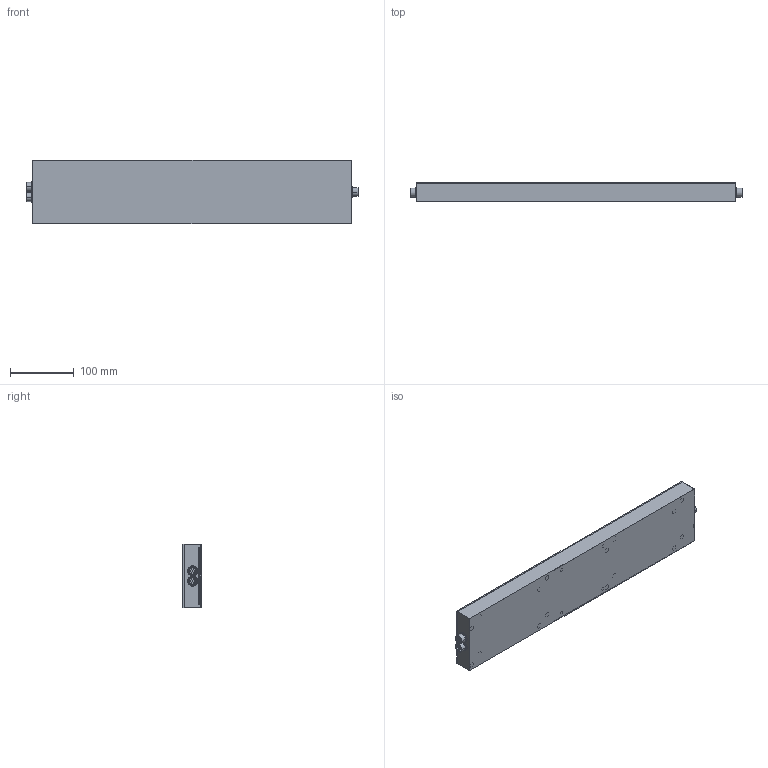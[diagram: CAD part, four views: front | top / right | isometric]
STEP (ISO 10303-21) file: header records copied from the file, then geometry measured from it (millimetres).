
FILE_DESCRIPTION((''),'2;1');
FILE_NAME('FORLINDON_ASM','2014-12-03T',('Administrator'),(''),'PRO/ENGINEER BY PARAMETRIC TECHNOLOGY CORPORATION, 2010280','PRO/ENGINEER BY PARAMETRIC TECHNOLOGY CORPORATION, 2010280','');
FILE_SCHEMA(('CONFIG_CONTROL_DESIGN'));
Products named in the file (39): CASE; SENSER_SUPPORT; IR_SENSOR; MAXSONAR-EZ4; M3-6; M3P3; M5-4-6; SUPORT_ASM_ASM; FACECOVER; BOARD; R0603; L0603; LED0805; SMA; C3528; C3216; C4532; C0603; HOLE197-118; 10PIN; SW-3; PH20_5; Y3215; L7X7; KEY_SMD; PH20_3; SOT_223_G; CRYSTAL3225; PH20_7; SW4; MSOP-8; SOIC8; SO16; SW8; SOIC20; LQFP64; PCB_ASM; M12-7; FORLINDON_ASM
Assembly tree (140 placements, depth 3):
  FORLINDON_ASM
    CASE
    SUPORT_ASM_ASM
      SENSER_SUPPORT
      IR_SENSOR  x8
      MAXSONAR-EZ4  x8
      M3-6  x16
      M3P3  x4
      M5-4-6  x4
    FACECOVER
    PCB_ASM
      BOARD
      R0603  x22
      L0603  x2
      LED0805  x5
      SMA
      C3528  x3
      C3216
      C4532
      C0603  x19
      HOLE197-118  x4
      10PIN
      SW-3
      PH20_5  x8
      Y3215
      L7X7
      KEY_SMD
      PH20_3  x8
      SOT_223_G
      CRYSTAL3225
      PH20_7  x3
      SW4
      MSOP-8
      SOIC8
      SO16
      SW8
      SOIC20
      LQFP64
    M12-7  x3
Bounding box: 522 x 29 x 100 mm (x, y, z)
Volume: 326054.2 mm3; surface area: 435793.7 mm2
Topology: 138 solids, 138 shells, 3750 faces, 9277 edges, 6147 vertices
Faces by surface type: plane 2212, cylinder 906, extrusion 584, torus 32, cone 16
Entity records: 28485 total; most frequent: CARTESIAN_POINT 5389, DIRECTION 4882, ORIENTED_EDGE 4284, EDGE_CURVE 2142, AXIS2_PLACEMENT_3D 1728, VECTOR 1426, VERTEX_POINT 1423, LINE 1353
